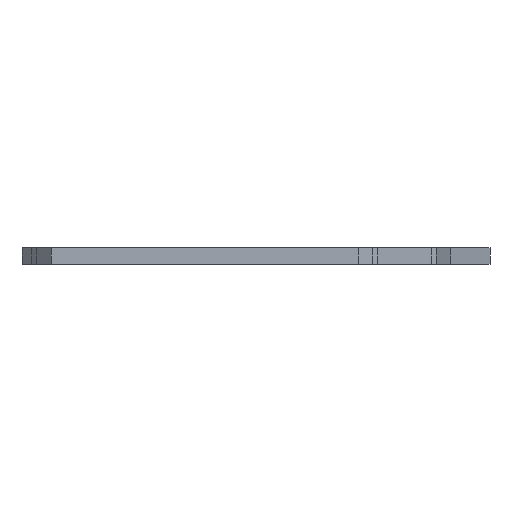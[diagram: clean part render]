
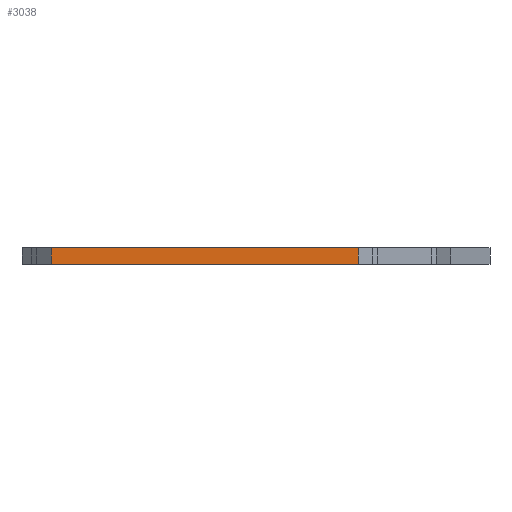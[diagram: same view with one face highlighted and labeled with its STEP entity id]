
A CAD part, left-side view. The second image highlights one B-rep face of the part: STEP entity #3038.
In plain terms, the highlighted planar face has unit normal (-1, 0, 0).
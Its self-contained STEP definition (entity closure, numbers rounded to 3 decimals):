
#198=FACE_OUTER_BOUND('',#366,.T.);
#366=EDGE_LOOP('',(#2585,#2586,#2587,#2588));
#428=LINE('',#3956,#845);
#800=LINE('',#4699,#1217);
#801=LINE('',#4702,#1218);
#802=LINE('',#4703,#1219);
#845=VECTOR('',#3234,10.);
#1217=VECTOR('',#3860,10.);
#1218=VECTOR('',#3863,10.);
#1219=VECTOR('',#3864,10.);
#1261=VERTEX_POINT('',#3953);
#1262=VERTEX_POINT('',#3955);
#1506=VERTEX_POINT('',#4697);
#1507=VERTEX_POINT('',#4701);
#1540=EDGE_CURVE('',#1262,#1261,#428,.F.);
#1912=EDGE_CURVE('',#1261,#1506,#800,.F.);
#1913=EDGE_CURVE('',#1507,#1506,#801,.F.);
#1914=EDGE_CURVE('',#1262,#1507,#802,.F.);
#2585=ORIENTED_EDGE('',*,*,#1540,.T.);
#2586=ORIENTED_EDGE('',*,*,#1912,.T.);
#2587=ORIENTED_EDGE('',*,*,#1913,.F.);
#2588=ORIENTED_EDGE('',*,*,#1914,.F.);
#2897=PLANE('',#3193);
#3038=ADVANCED_FACE('',(#198),#2897,.T.);
#3193=AXIS2_PLACEMENT_3D('',#4700,#3861,#3862);
#3234=DIRECTION('',(0.,1.,0.));
#3860=DIRECTION('',(0.,0.,-1.));
#3861=DIRECTION('center_axis',(-1.,0.,0.));
#3862=DIRECTION('ref_axis',(0.,-1.,0.));
#3863=DIRECTION('',(0.,1.,0.));
#3864=DIRECTION('',(0.,0.,-1.));
#3953=CARTESIAN_POINT('',(-69.279,-34.83,11.25));
#3955=CARTESIAN_POINT('',(-69.279,40.179,11.25));
#3956=CARTESIAN_POINT('',(-69.279,15.218,11.25));
#4697=CARTESIAN_POINT('',(-69.279,-34.83,15.25));
#4699=CARTESIAN_POINT('',(-69.279,-34.83,11.25));
#4700=CARTESIAN_POINT('Origin',(-69.279,40.262,11.25));
#4701=CARTESIAN_POINT('',(-69.279,40.179,15.25));
#4702=CARTESIAN_POINT('',(-69.279,15.218,15.25));
#4703=CARTESIAN_POINT('',(-69.279,40.179,11.25));
